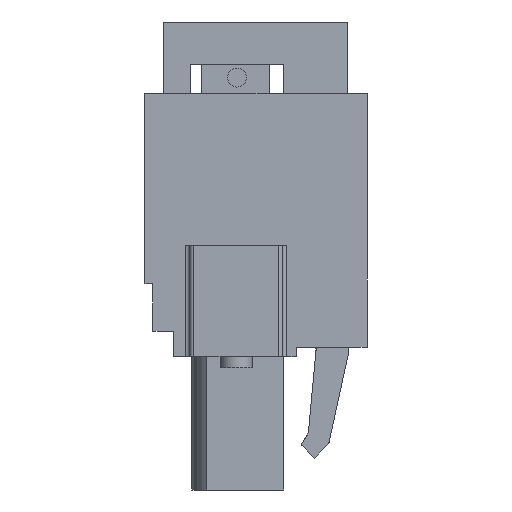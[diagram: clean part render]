
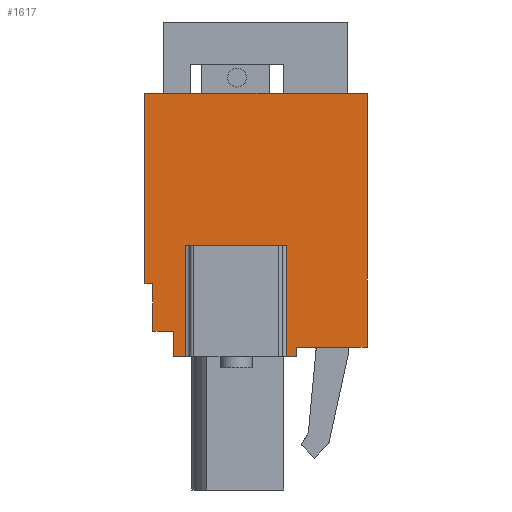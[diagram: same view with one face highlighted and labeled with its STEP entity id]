
A CAD part, left-side view. The second image highlights one B-rep face of the part: STEP entity #1617.
In plain terms, the highlighted planar face has unit normal (-1, 0, 0).
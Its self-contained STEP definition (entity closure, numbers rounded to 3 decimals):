
#1617 = ADVANCED_FACE( '', ( #4168 ), #4169, .F. );
#4168 = FACE_OUTER_BOUND( '', #7916, .T. );
#4169 = PLANE( '', #7917 );
#7916 = EDGE_LOOP( '', ( #13008, #13009, #13010, #13011, #13012, #13013, #13014, #13015, #13016, #13017, #13018, #13019, #13020, #13021 ) );
#7917 = AXIS2_PLACEMENT_3D( '', #13022, #13023, #13024 );
#13008 = ORIENTED_EDGE( '', *, *, #24269, .F. );
#13009 = ORIENTED_EDGE( '', *, *, #24270, .T. );
#13010 = ORIENTED_EDGE( '', *, *, #24271, .T. );
#13011 = ORIENTED_EDGE( '', *, *, #24272, .T. );
#13012 = ORIENTED_EDGE( '', *, *, #24273, .F. );
#13013 = ORIENTED_EDGE( '', *, *, #24274, .F. );
#13014 = ORIENTED_EDGE( '', *, *, #24275, .F. );
#13015 = ORIENTED_EDGE( '', *, *, #24276, .F. );
#13016 = ORIENTED_EDGE( '', *, *, #24277, .F. );
#13017 = ORIENTED_EDGE( '', *, *, #24278, .F. );
#13018 = ORIENTED_EDGE( '', *, *, #24279, .T. );
#13019 = ORIENTED_EDGE( '', *, *, #24280, .T. );
#13020 = ORIENTED_EDGE( '', *, *, #24281, .T. );
#13021 = ORIENTED_EDGE( '', *, *, #24282, .T. );
#13022 = CARTESIAN_POINT( '', ( -30.48, 0., 0. ) );
#13023 = DIRECTION( '', ( 1., 0., 0. ) );
#13024 = DIRECTION( '', ( 0., 0., -1. ) );
#24269 = EDGE_CURVE( '', #29178, #29179, #29180, .T. );
#24270 = EDGE_CURVE( '', #29178, #29181, #29182, .T. );
#24271 = EDGE_CURVE( '', #29181, #29183, #29184, .T. );
#24272 = EDGE_CURVE( '', #29183, #29185, #29186, .T. );
#24273 = EDGE_CURVE( '', #29187, #29185, #29188, .T. );
#24274 = EDGE_CURVE( '', #29189, #29187, #29190, .T. );
#24275 = EDGE_CURVE( '', #29191, #29189, #29192, .T. );
#24276 = EDGE_CURVE( '', #29193, #29191, #29194, .T. );
#24277 = EDGE_CURVE( '', #29195, #29193, #29196, .T. );
#24278 = EDGE_CURVE( '', #29197, #29195, #29198, .T. );
#24279 = EDGE_CURVE( '', #29197, #29199, #29200, .T. );
#24280 = EDGE_CURVE( '', #29199, #29201, #29202, .T. );
#24281 = EDGE_CURVE( '', #29201, #29203, #29204, .T. );
#24282 = EDGE_CURVE( '', #29203, #29179, #29205, .T. );
#29178 = VERTEX_POINT( '', #36332 );
#29179 = VERTEX_POINT( '', #36333 );
#29180 = LINE( '', #36334, #36335 );
#29181 = VERTEX_POINT( '', #36336 );
#29182 = LINE( '', #36337, #36338 );
#29183 = VERTEX_POINT( '', #36339 );
#29184 = LINE( '', #36340, #36341 );
#29185 = VERTEX_POINT( '', #36342 );
#29186 = LINE( '', #36343, #36344 );
#29187 = VERTEX_POINT( '', #36345 );
#29188 = LINE( '', #36346, #36347 );
#29189 = VERTEX_POINT( '', #36348 );
#29190 = LINE( '', #36349, #36350 );
#29191 = VERTEX_POINT( '', #36351 );
#29192 = LINE( '', #36352, #36353 );
#29193 = VERTEX_POINT( '', #36354 );
#29194 = LINE( '', #36355, #36356 );
#29195 = VERTEX_POINT( '', #36357 );
#29196 = LINE( '', #36358, #36359 );
#29197 = VERTEX_POINT( '', #36360 );
#29198 = LINE( '', #36361, #36362 );
#29199 = VERTEX_POINT( '', #36363 );
#29200 = LINE( '', #36364, #36365 );
#29201 = VERTEX_POINT( '', #36366 );
#29202 = LINE( '', #36367, #36368 );
#29203 = VERTEX_POINT( '', #36369 );
#29204 = LINE( '', #36370, #36371 );
#29205 = LINE( '', #36372, #36373 );
#36332 = CARTESIAN_POINT( '', ( -30.48, 4.425, -8.3 ) );
#36333 = CARTESIAN_POINT( '', ( -30.48, 5.2, -8.3 ) );
#36334 = CARTESIAN_POINT( '', ( -30.48, -7., -8.3 ) );
#36335 = VECTOR( '', #45802, 1000. );
#36336 = CARTESIAN_POINT( '', ( -30.48, 4.425, -1.3 ) );
#36337 = CARTESIAN_POINT( '', ( -30.48, 4.425, 0. ) );
#36338 = VECTOR( '', #45803, 1000. );
#36339 = CARTESIAN_POINT( '', ( -30.48, -1.925, -1.3 ) );
#36340 = CARTESIAN_POINT( '', ( -30.48, 4.175, -1.3 ) );
#36341 = VECTOR( '', #45804, 1000. );
#36342 = CARTESIAN_POINT( '', ( -30.48, -1.925, -8.3 ) );
#36343 = CARTESIAN_POINT( '', ( -30.48, -1.925, 0. ) );
#36344 = VECTOR( '', #45805, 1000. );
#36345 = CARTESIAN_POINT( '', ( -30.48, -2.55, -8.3 ) );
#36346 = CARTESIAN_POINT( '', ( -30.48, -7., -8.3 ) );
#36347 = VECTOR( '', #45806, 1000. );
#36348 = CARTESIAN_POINT( '', ( -30.48, -2.55, -7.7 ) );
#36349 = CARTESIAN_POINT( '', ( -30.48, -2.55, 0. ) );
#36350 = VECTOR( '', #45807, 1000. );
#36351 = CARTESIAN_POINT( '', ( -30.48, -7., -7.7 ) );
#36352 = CARTESIAN_POINT( '', ( -30.48, 0., -7.7 ) );
#36353 = VECTOR( '', #45808, 1000. );
#36354 = CARTESIAN_POINT( '', ( -30.48, -7., 8.3 ) );
#36355 = CARTESIAN_POINT( '', ( -30.48, -7., 8.3 ) );
#36356 = VECTOR( '', #45809, 1000. );
#36357 = CARTESIAN_POINT( '', ( -30.48, 7., 8.3 ) );
#36358 = CARTESIAN_POINT( '', ( -30.48, 7., 8.3 ) );
#36359 = VECTOR( '', #45810, 1000. );
#36360 = CARTESIAN_POINT( '', ( -30.48, 7., -3.7 ) );
#36361 = CARTESIAN_POINT( '', ( -30.48, 7., -8.3 ) );
#36362 = VECTOR( '', #45811, 1000. );
#36363 = CARTESIAN_POINT( '', ( -30.48, 6.5, -3.7 ) );
#36364 = CARTESIAN_POINT( '', ( -30.48, 0., -3.7 ) );
#36365 = VECTOR( '', #45812, 1000. );
#36366 = CARTESIAN_POINT( '', ( -30.48, 6.5, -6.7 ) );
#36367 = CARTESIAN_POINT( '', ( -30.48, 6.5, 0. ) );
#36368 = VECTOR( '', #45813, 1000. );
#36369 = CARTESIAN_POINT( '', ( -30.48, 5.2, -6.7 ) );
#36370 = CARTESIAN_POINT( '', ( -30.48, 0., -6.7 ) );
#36371 = VECTOR( '', #45814, 1000. );
#36372 = CARTESIAN_POINT( '', ( -30.48, 5.2, 0. ) );
#36373 = VECTOR( '', #45815, 1000. );
#45802 = DIRECTION( '', ( 0., 1., 0. ) );
#45803 = DIRECTION( '', ( 0., 0., 1. ) );
#45804 = DIRECTION( '', ( 0., -1., 0. ) );
#45805 = DIRECTION( '', ( 0., 0., -1. ) );
#45806 = DIRECTION( '', ( 0., 1., 0. ) );
#45807 = DIRECTION( '', ( 0., 0., -1. ) );
#45808 = DIRECTION( '', ( 0., 1., 0. ) );
#45809 = DIRECTION( '', ( 0., 0., -1. ) );
#45810 = DIRECTION( '', ( 0., -1., 0. ) );
#45811 = DIRECTION( '', ( 0., 0., 1. ) );
#45812 = DIRECTION( '', ( 0., -1., 0. ) );
#45813 = DIRECTION( '', ( 0., 0., -1. ) );
#45814 = DIRECTION( '', ( 0., -1., 0. ) );
#45815 = DIRECTION( '', ( 0., 0., -1. ) );
